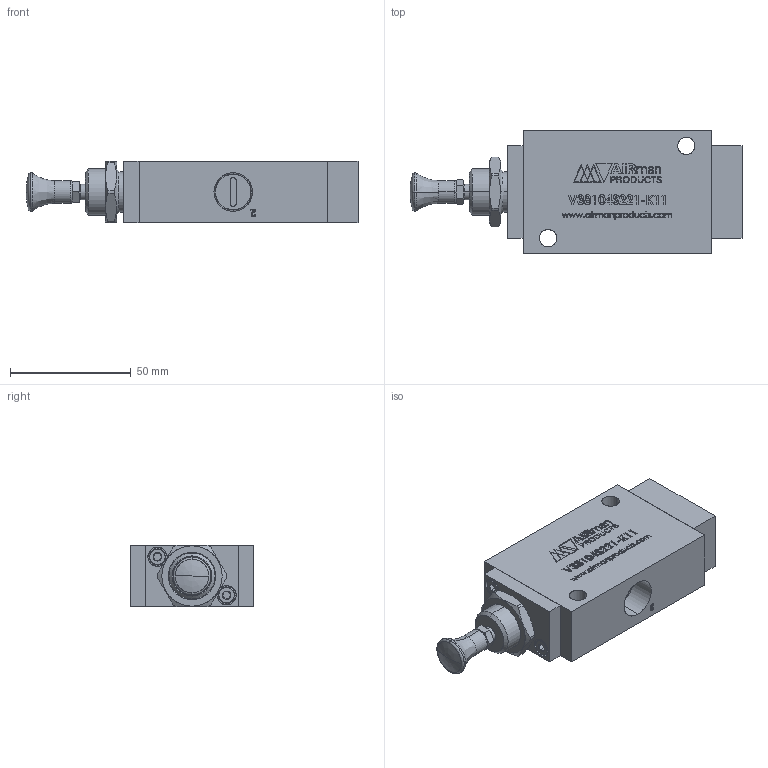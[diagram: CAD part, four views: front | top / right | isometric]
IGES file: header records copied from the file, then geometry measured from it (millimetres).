
Start section: SolidWorks IGES file using analytic representation for surfaces
Global section: file name: V38104S221-K11-VALVE-.38-NPT-3-2-AP-PPDET.IGS; native system: SolidWorks 2018; preprocessor: SolidWorks 2018; author: engremote3; date: 210730.092152; units: inch
Bounding box: 137.21 x 50.8 x 25.4 mm (x, y, z)
Surface area: 24381.8 mm2 (no closed solid volume)
Topology: 0 solids, 0 shells, 1567 faces, 17642 edges, 17638 vertices
Faces by surface type: bspline 1437, revolution 130
